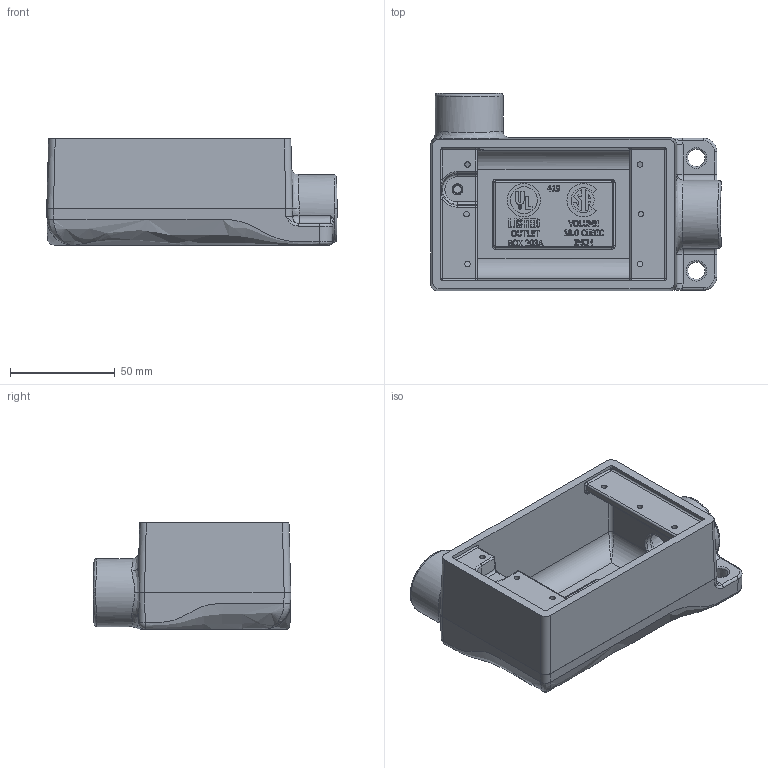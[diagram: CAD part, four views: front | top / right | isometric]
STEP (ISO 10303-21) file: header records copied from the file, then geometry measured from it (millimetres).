
FILE_DESCRIPTION(/* description */ ('FSL-1 AS MACHINED'),/* implementation_level */ '2;1');
FILE_NAME(/* name */ 'KIL_FSL-1.stp',/* time_stamp */ '2020-10-14T18:23:53+06:00',/* author */ ('kr'),/* organization */ (''),/* preprocessor_version */ 'ST-DEVELOPER v18',/* originating_system */ 'Autodesk Inventor 2020',/* authorisation */ '');
FILE_SCHEMA (('AUTOMOTIVE_DESIGN { 1 0 10303 214 3 1 1 }'));
Length unit declared in the file: inch
Products named in the file (1): 23857
Bounding box: 138.98 x 94.53 x 50.8 mm (x, y, z)
Volume: 160210.1 mm3; surface area: 61547.6 mm2
Topology: 1 solids, 1 shells, 1161 faces, 3050 edges, 1938 vertices
Faces by surface type: plane 566, bspline 371, cylinder 172, torus 27, sphere 15, cone 10
Full cylindrical faces by diameter (mm): 1.476 x1, 1.762 x1, 2.642 x6, 3.683 x1, 12.938 x1, 15.113 x2, 15.875 x1, 32.544 x1
Entity records: 41654 total; most frequent: CARTESIAN_POINT 13959, ORIENTED_EDGE 6034, DIRECTION 4477, EDGE_CURVE 3017, VERTEX_POINT 1938, LINE 1855, VECTOR 1855, AXIS2_PLACEMENT_3D 1311
